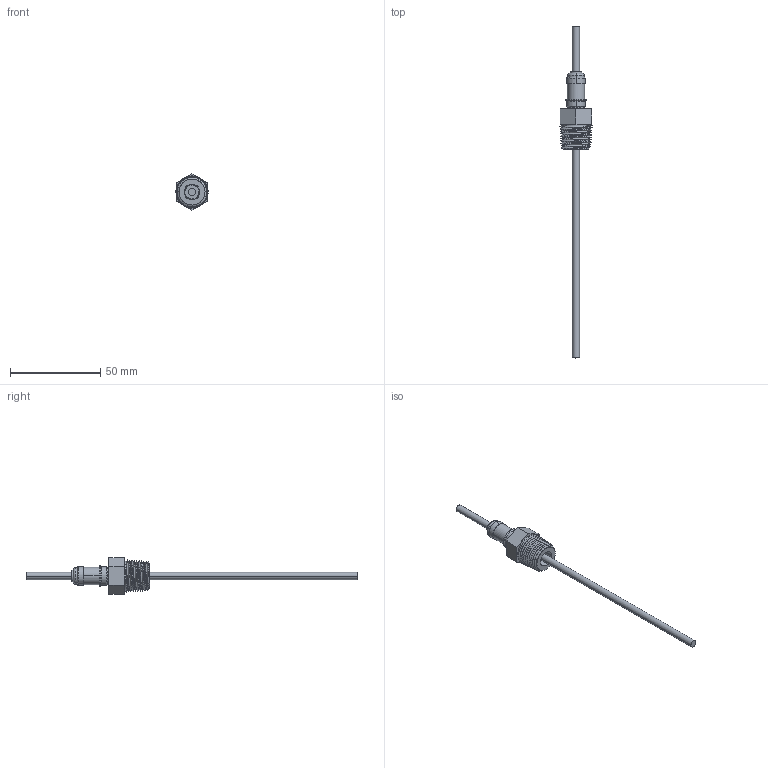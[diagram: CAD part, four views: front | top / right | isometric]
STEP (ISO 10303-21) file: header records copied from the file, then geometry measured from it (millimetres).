
FILE_DESCRIPTION (( 'STEP AP203' ), '1' );
FILE_NAME ('A0287-1-NPT.STEP', '2019-11-11T17:54:52', ( '' ), ( '' ), 'SwSTEP 2.0', 'SolidWorks 2019', '' );
FILE_SCHEMA (( 'CONFIG_CONTROL_DESIGN' ));
Length unit declared in the file: inch
Products named in the file (1): A0287-1-NPT
Bounding box: 17.9 x 184.15 x 20.16 mm (x, y, z)
Volume: 7562 mm3; surface area: 5663.6 mm2
Topology: 1 solids, 1 shells, 81 faces, 195 edges, 124 vertices
Faces by surface type: cylinder 26, cone 25, plane 20, torus 6, bspline 4
Entity records: 9617 total; most frequent: CARTESIAN_POINT 7702, ORIENTED_EDGE 390, DIRECTION 364, EDGE_CURVE 195, AXIS2_PLACEMENT_3D 143, VERTEX_POINT 124, EDGE_LOOP 91, ADVANCED_FACE 81
